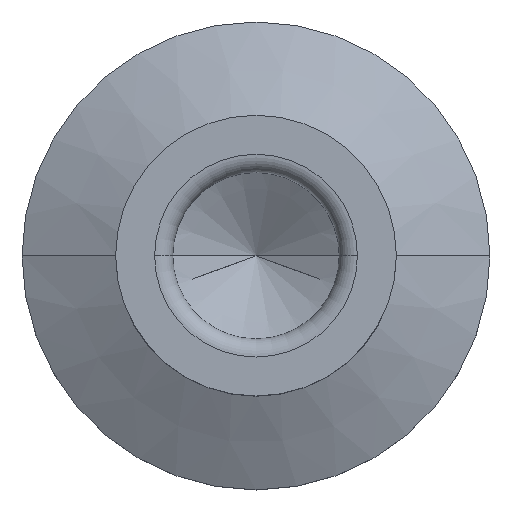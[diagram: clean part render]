
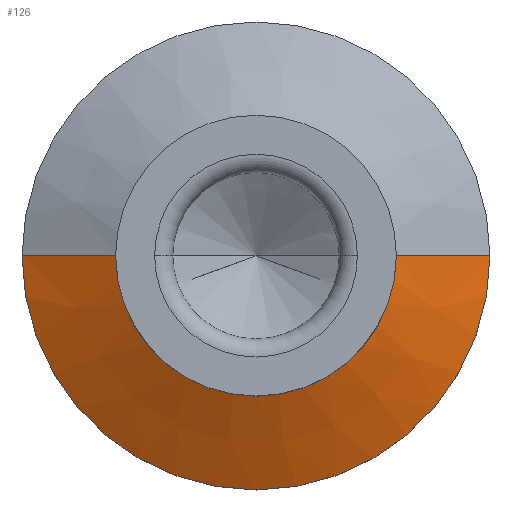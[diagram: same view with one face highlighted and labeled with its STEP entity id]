
A CAD part, top view. The second image highlights one B-rep face of the part: STEP entity #126.
In plain terms, the highlighted conical face has half-angle 63.435 degrees and reference radius 7.2 mm.
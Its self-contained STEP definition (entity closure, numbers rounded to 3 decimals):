
#112=EDGE_CURVE('',#218,#160,#274,.T.);
#122=EDGE_CURVE('',#184,#162,#285,.T.);
#126=ADVANCED_FACE('',(#290),#291,.T.);
#132=EDGE_CURVE('',#162,#160,#297,.T.);
#144=EDGE_CURVE('',#218,#184,#311,.T.);
#160=VERTEX_POINT('',#328);
#162=VERTEX_POINT('',#330);
#184=VERTEX_POINT('',#355);
#218=VERTEX_POINT('',#395);
#274=CIRCLE('',#449,9.);
#285=CIRCLE('',#464,5.4);
#290=FACE_OUTER_BOUND('',#469,.T.);
#291=CONICAL_SURFACE('',#470,7.2,1.107);
#297=LINE('',#479,#480);
#311=LINE('',#496,#497);
#328=CARTESIAN_POINT('',(-9.,0.,-0.8));
#330=CARTESIAN_POINT('',(-5.4,0.,1.));
#355=CARTESIAN_POINT('',(5.4,0.,1.));
#395=CARTESIAN_POINT('',(9.,0.,-0.8));
#449=AXIS2_PLACEMENT_3D('',#664,#665,#666);
#464=AXIS2_PLACEMENT_3D('',#679,#680,#681);
#469=EDGE_LOOP('',(#690,#691,#692,#693));
#470=AXIS2_PLACEMENT_3D('',#694,#695,#696);
#479=CARTESIAN_POINT('',(-7.2,0.,0.1));
#480=VECTOR('',#703,1.0);
#496=CARTESIAN_POINT('',(7.2,0.,0.1));
#497=VECTOR('',#723,1.0);
#664=CARTESIAN_POINT('',(0.0,0.,-0.8));
#665=DIRECTION('',(-0.0,0.0,-1.0));
#666=DIRECTION('',(-1.0,0.,0.0));
#679=CARTESIAN_POINT('',(0.0,0.,1.));
#680=DIRECTION('',(-0.0,0.0,-1.0));
#681=DIRECTION('',(-1.0,0.,0.0));
#690=ORIENTED_EDGE('',*,*,#132,.T.);
#691=ORIENTED_EDGE('',*,*,#112,.F.);
#692=ORIENTED_EDGE('',*,*,#144,.T.);
#693=ORIENTED_EDGE('',*,*,#122,.T.);
#694=CARTESIAN_POINT('',(0.0,0.,0.1));
#695=DIRECTION('',(-0.0,-0.0,-1.0));
#696=DIRECTION('',(-1.0,0.,0.0));
#703=DIRECTION('',(-0.894,0.,-0.447));
#723=DIRECTION('',(-0.894,0.,0.447));
